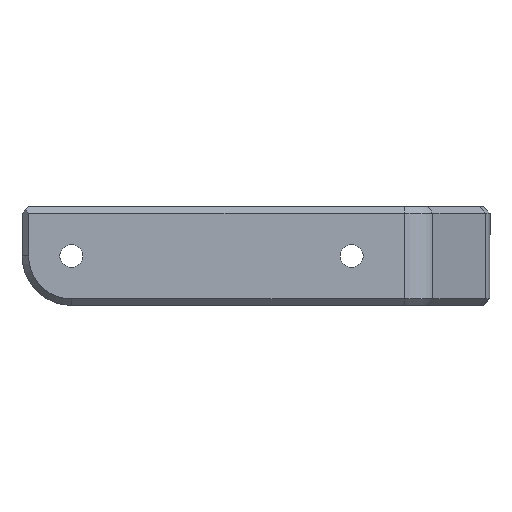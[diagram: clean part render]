
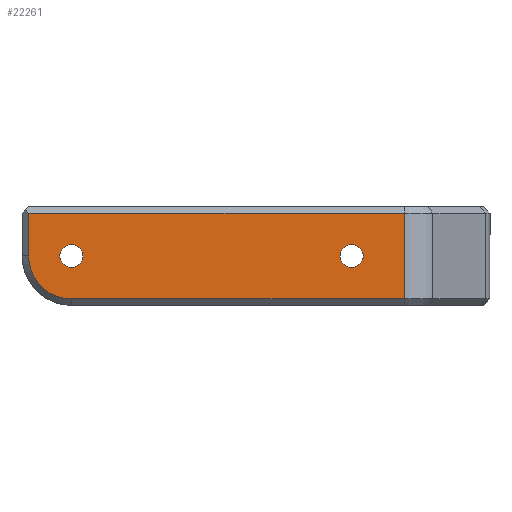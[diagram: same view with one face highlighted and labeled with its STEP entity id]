
A CAD part, left-side view. The second image highlights one B-rep face of the part: STEP entity #22261.
In plain terms, the highlighted planar face has unit normal (-1, 0, 0).
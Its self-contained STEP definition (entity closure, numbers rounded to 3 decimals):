
#4898=DIRECTION('',(0.,-1.,0.));
#4899=VECTOR('',#4898,57.01);
#4900=CARTESIAN_POINT('',(-100.,34.5,14.));
#4901=LINE('',#4900,#4899);
#4902=DIRECTION('',(0.,0.,1.));
#4903=VECTOR('',#4902,13.);
#4904=CARTESIAN_POINT('',(-100.,-22.51,
1.));
#4905=LINE('',#4904,#4903);
#4906=DIRECTION('',(0.,-1.,0.));
#4907=VECTOR('',#4906,50.51);
#4908=CARTESIAN_POINT('',(-100.,28.,1.));
#4909=LINE('',#4908,#4907);
#4910=CARTESIAN_POINT('',(-100.,28.,7.5));
#4911=DIRECTION('',(-1.,0.,0.));
#4912=DIRECTION('',(0.,1.,0.));
#4913=AXIS2_PLACEMENT_3D('',#4910,#4911,#4912);
#4915=DIRECTION('',(0.,0.,-1.));
#4916=VECTOR('',#4915,6.5);
#4917=CARTESIAN_POINT('',(-100.,34.5,14.));
#4918=LINE('',#4917,#4916);
#4919=CARTESIAN_POINT('',(-100.,28.,7.5));
#4920=DIRECTION('',(1.,0.,0.));
#4921=DIRECTION('',(0.,1.,0.));
#4922=AXIS2_PLACEMENT_3D('',#4919,#4920,#4921);
#4924=CARTESIAN_POINT('',(-100.,28.,7.5));
#4925=DIRECTION('',(1.,0.,0.));
#4926=DIRECTION('',(0.,-1.,0.));
#4927=AXIS2_PLACEMENT_3D('',#4924,#4925,#4926);
#4929=CARTESIAN_POINT('',(-100.,-14.5,7.5));
#4930=DIRECTION('',(1.,0.,0.));
#4931=DIRECTION('',(0.,1.,0.));
#4932=AXIS2_PLACEMENT_3D('',#4929,#4930,#4931);
#4934=CARTESIAN_POINT('',(-100.,-14.5,7.5));
#4935=DIRECTION('',(1.,0.,0.));
#4936=DIRECTION('',(0.,-1.,0.));
#4937=AXIS2_PLACEMENT_3D('',#4934,#4935,#4936);
#15599=CARTESIAN_POINT('',(-100.,-22.51,14.));
#15600=VERTEX_POINT('',#15599);
#15603=CARTESIAN_POINT('',(-100.,34.5,14.));
#15604=VERTEX_POINT('',#15603);
#15607=CARTESIAN_POINT('',(-100.,-22.51,
1.));
#15608=VERTEX_POINT('',#15607);
#15659=CARTESIAN_POINT('',(-100.,28.,
1.));
#15660=VERTEX_POINT('',#15659);
#15661=CARTESIAN_POINT('',(-100.,34.5,7.5));
#15662=VERTEX_POINT('',#15661);
#15674=CARTESIAN_POINT('',(-100.,29.75,7.5));
#15676=VERTEX_POINT('',#15674);
#15678=CARTESIAN_POINT('',(-100.,26.25,7.5));
#15680=VERTEX_POINT('',#15678);
#15681=CARTESIAN_POINT('',(-100.,-12.75,7.5));
#15682=CARTESIAN_POINT('',(-100.,-16.25,7.5));
#15683=VERTEX_POINT('',#15681);
#15684=VERTEX_POINT('',#15682);
#22235=CARTESIAN_POINT('',(-100.,35.5,0.));
#22236=DIRECTION('',(-1.,0.,0.));
#22237=DIRECTION('',(0.,-1.,0.));
#22238=AXIS2_PLACEMENT_3D('',#22235,#22236,#22237);
#22239=PLANE('',#22238);
#22240=ORIENTED_EDGE('',*,*,#21902,.T.);
#22241=ORIENTED_EDGE('',*,*,#22203,.F.);
#22242=ORIENTED_EDGE('',*,*,#22226,.F.);
#22244=ORIENTED_EDGE('',*,*,#22243,.F.);
#22246=ORIENTED_EDGE('',*,*,#22245,.F.);
#22247=EDGE_LOOP('',(#22240,#22241,#22242,#22244,#22246));
#22248=FACE_OUTER_BOUND('',#22247,.F.);
#22250=ORIENTED_EDGE('',*,*,#22249,.F.);
#22252=ORIENTED_EDGE('',*,*,#22251,.F.);
#22253=EDGE_LOOP('',(#22250,#22252));
#22254=FACE_BOUND('',#22253,.F.);
#22256=ORIENTED_EDGE('',*,*,#22255,.F.);
#22258=ORIENTED_EDGE('',*,*,#22257,.F.);
#22259=EDGE_LOOP('',(#22256,#22258));
#22260=FACE_BOUND('',#22259,.F.);
#22261=ADVANCED_FACE('',(#22248,#22254,#22260),#22239,.T.);
#4914=CIRCLE('',#4913,6.5);
#4923=CIRCLE('',#4922,1.75);
#4928=CIRCLE('',#4927,1.75);
#4933=CIRCLE('',#4932,1.75);
#4938=CIRCLE('',#4937,1.75);
#21902=EDGE_CURVE('',#15604,#15600,#4901,.T.);
#22203=EDGE_CURVE('',#15608,#15600,#4905,.T.);
#22226=EDGE_CURVE('',#15660,#15608,#4909,.T.);
#22243=EDGE_CURVE('',#15662,#15660,#4914,.T.);
#22245=EDGE_CURVE('',#15604,#15662,#4918,.T.);
#22249=EDGE_CURVE('',#15676,#15680,#4923,.T.);
#22251=EDGE_CURVE('',#15680,#15676,#4928,.T.);
#22255=EDGE_CURVE('',#15683,#15684,#4933,.T.);
#22257=EDGE_CURVE('',#15684,#15683,#4938,.T.);
